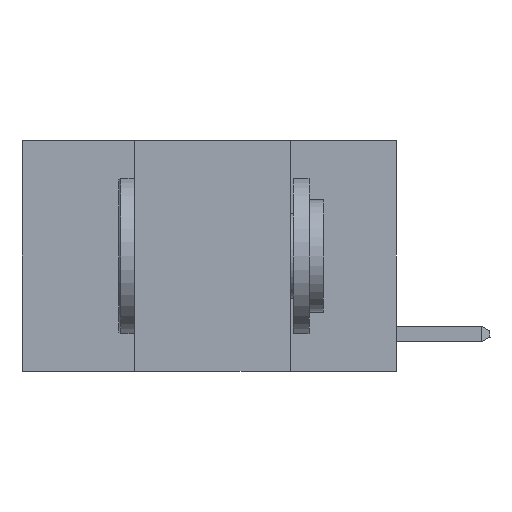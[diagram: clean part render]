
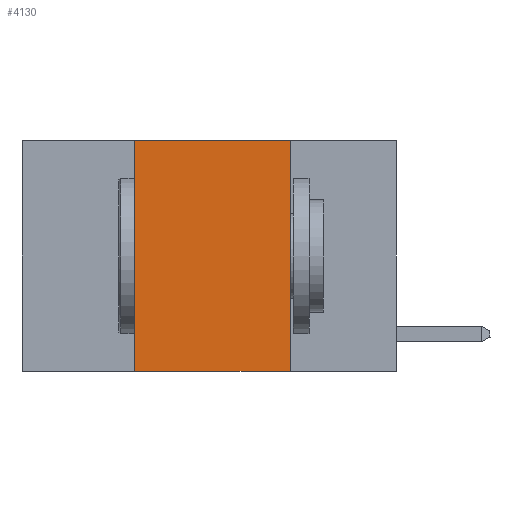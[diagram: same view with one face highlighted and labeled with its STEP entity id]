
A CAD part, left-side view. The second image highlights one B-rep face of the part: STEP entity #4130.
In plain terms, the highlighted planar face has unit normal (-1, 0, 0).
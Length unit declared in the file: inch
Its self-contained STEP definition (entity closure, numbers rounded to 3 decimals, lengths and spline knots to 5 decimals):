
#110 = LINE ( 'NONE', #7481, #19603 ) ;
#1122 = ORIENTED_EDGE ( 'NONE', *, *, #22383, .F. ) ;
#1706 = VECTOR ( 'NONE', #13345, 39.37008 ) ;
#3193 = VECTOR ( 'NONE', #23218, 39.37008 ) ;
#4029 = DIRECTION ( 'NONE',  ( 0., 0., 1. ) ) ;
#4089 = DIRECTION ( 'NONE',  ( 0., 0., -1. ) ) ;
#4130 = ADVANCED_FACE ( 'NONE', ( #9845 ), #15317, .F. ) ;
#4491 = VERTEX_POINT ( 'NONE', #19064 ) ;
#4738 = ORIENTED_EDGE ( 'NONE', *, *, #9694, .F. ) ;
#5388 = ORIENTED_EDGE ( 'NONE', *, *, #13770, .T. ) ;
#5882 = VERTEX_POINT ( 'NONE', #19416 ) ;
#6720 = AXIS2_PLACEMENT_3D ( 'NONE', #7557, #17266, #4089 ) ;
#7481 = CARTESIAN_POINT ( 'NONE',  ( 0., 0.6, -0.37 ) ) ;
#7557 = CARTESIAN_POINT ( 'NONE',  ( 0., 0.6, 0. ) ) ;
#8555 = VECTOR ( 'NONE', #4029, 39.37008 ) ;
#9428 = CARTESIAN_POINT ( 'NONE',  ( 0., 0.42, 0. ) ) ;
#9687 = CARTESIAN_POINT ( 'NONE',  ( 0., 0.17, 0. ) ) ;
#9694 = EDGE_CURVE ( 'NONE', #5882, #23129, #22670, .T. ) ;
#9845 = FACE_OUTER_BOUND ( 'NONE', #19514, .T. ) ;
#13345 = DIRECTION ( 'NONE',  ( 0., -1., 0. ) ) ;
#13770 = EDGE_CURVE ( 'NONE', #15970, #4491, #110, .T. ) ;
#14876 = DIRECTION ( 'NONE',  ( 0., -1., 0. ) ) ;
#15317 = PLANE ( 'NONE',  #6720 ) ;
#15865 = LINE ( 'NONE', #23574, #3193 ) ;
#15970 = VERTEX_POINT ( 'NONE', #18357 ) ;
#17266 = DIRECTION ( 'NONE',  ( 1., 0., 0. ) ) ;
#18357 = CARTESIAN_POINT ( 'NONE',  ( 0., 0.42, -0.37 ) ) ;
#18445 = LINE ( 'NONE', #9428, #8555 ) ;
#18809 = ORIENTED_EDGE ( 'NONE', *, *, #22087, .F. ) ;
#19064 = CARTESIAN_POINT ( 'NONE',  ( 0., 0.17, -0.37 ) ) ;
#19416 = CARTESIAN_POINT ( 'NONE',  ( 0., 0.42, 0. ) ) ;
#19514 = EDGE_LOOP ( 'NONE', ( #1122, #4738, #18809, #5388 ) ) ;
#19603 = VECTOR ( 'NONE', #14876, 39.37008 ) ;
#22087 = EDGE_CURVE ( 'NONE', #15970, #5882, #18445, .T. ) ;
#22383 = EDGE_CURVE ( 'NONE', #23129, #4491, #15865, .T. ) ;
#22549 = CARTESIAN_POINT ( 'NONE',  ( 0., 0.6, 0. ) ) ;
#22670 = LINE ( 'NONE', #22549, #1706 ) ;
#23129 = VERTEX_POINT ( 'NONE', #9687 ) ;
#23218 = DIRECTION ( 'NONE',  ( 0., 0., -1. ) ) ;
#23574 = CARTESIAN_POINT ( 'NONE',  ( 0., 0.17, 0. ) ) ;
